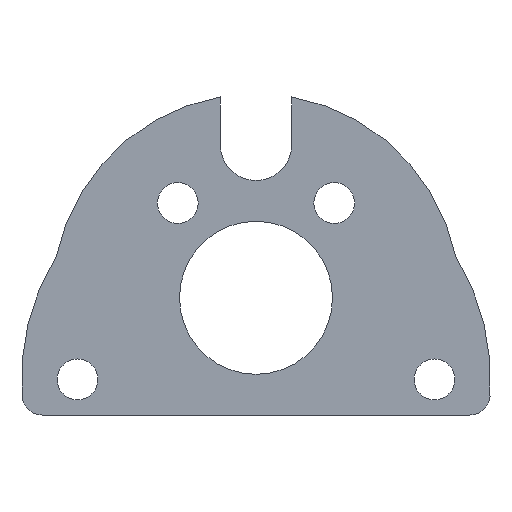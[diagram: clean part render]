
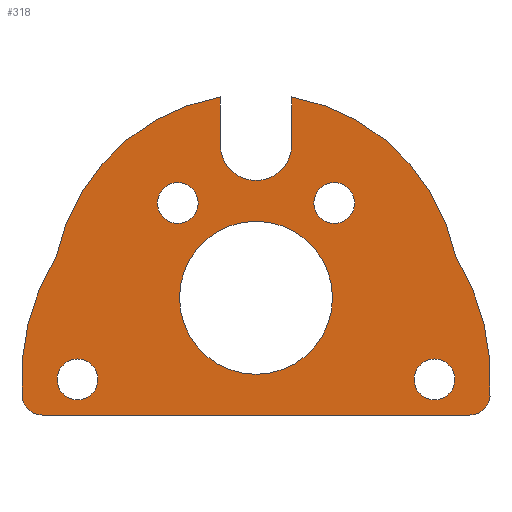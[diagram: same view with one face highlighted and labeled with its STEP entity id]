
A CAD part, front view. The second image highlights one B-rep face of the part: STEP entity #318.
In plain terms, the highlighted planar face has unit normal (0, -1, 0).
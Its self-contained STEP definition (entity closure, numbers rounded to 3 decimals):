
#15=LINE('',#491,#31);
#22=LINE('',#517,#38);
#26=LINE('',#529,#42);
#31=VECTOR('',#396,41.893);
#38=VECTOR('',#423,4.959);
#42=VECTOR('',#435,4.959);
#51=PLANE('',#361);
#62=FACE_BOUND('',#111,.T.);
#63=FACE_BOUND('',#112,.T.);
#64=FACE_BOUND('',#113,.T.);
#65=FACE_BOUND('',#114,.T.);
#66=FACE_BOUND('',#115,.T.);
#83=FACE_OUTER_BOUND('',#110,.T.);
#110=EDGE_LOOP('',(#275,#276,#277,#278,#279,#280,#281,#282,#283,#284));
#111=EDGE_LOOP('',(#285));
#112=EDGE_LOOP('',(#286));
#113=EDGE_LOOP('',(#287));
#114=EDGE_LOOP('',(#288));
#115=EDGE_LOOP('',(#289));
#117=CIRCLE('',#323,7.5);
#119=CIRCLE('',#326,2.);
#121=CIRCLE('',#329,2.);
#123=CIRCLE('',#332,2.);
#125=CIRCLE('',#335,2.);
#126=CIRCLE('',#338,2.);
#128=CIRCLE('',#341,23.);
#130=CIRCLE('',#344,20.);
#132=CIRCLE('',#348,3.5);
#134=CIRCLE('',#352,20.);
#136=CIRCLE('',#355,23.);
#138=CIRCLE('',#358,2.);
#141=VERTEX_POINT('',#466);
#143=VERTEX_POINT('',#471);
#145=VERTEX_POINT('',#476);
#147=VERTEX_POINT('',#481);
#149=VERTEX_POINT('',#486);
#150=VERTEX_POINT('',#489);
#151=VERTEX_POINT('',#490);
#154=VERTEX_POINT('',#498);
#156=VERTEX_POINT('',#504);
#158=VERTEX_POINT('',#510);
#160=VERTEX_POINT('',#516);
#162=VERTEX_POINT('',#522);
#164=VERTEX_POINT('',#528);
#166=VERTEX_POINT('',#534);
#168=VERTEX_POINT('',#540);
#171=EDGE_CURVE('',#141,#141,#117,.T.);
#173=EDGE_CURVE('',#143,#143,#119,.T.);
#175=EDGE_CURVE('',#145,#145,#121,.T.);
#177=EDGE_CURVE('',#147,#147,#123,.T.);
#179=EDGE_CURVE('',#149,#149,#125,.T.);
#180=EDGE_CURVE('',#150,#151,#15,.T.);
#184=EDGE_CURVE('',#154,#150,#126,.T.);
#187=EDGE_CURVE('',#156,#154,#128,.T.);
#190=EDGE_CURVE('',#158,#156,#130,.T.);
#193=EDGE_CURVE('',#160,#158,#22,.T.);
#196=EDGE_CURVE('',#162,#160,#132,.T.);
#199=EDGE_CURVE('',#164,#162,#26,.T.);
#202=EDGE_CURVE('',#166,#164,#134,.T.);
#205=EDGE_CURVE('',#168,#166,#136,.T.);
#208=EDGE_CURVE('',#151,#168,#138,.T.);
#275=ORIENTED_EDGE('',*,*,#180,.F.);
#276=ORIENTED_EDGE('',*,*,#184,.F.);
#277=ORIENTED_EDGE('',*,*,#187,.F.);
#278=ORIENTED_EDGE('',*,*,#190,.F.);
#279=ORIENTED_EDGE('',*,*,#193,.F.);
#280=ORIENTED_EDGE('',*,*,#196,.F.);
#281=ORIENTED_EDGE('',*,*,#199,.F.);
#282=ORIENTED_EDGE('',*,*,#202,.F.);
#283=ORIENTED_EDGE('',*,*,#205,.F.);
#284=ORIENTED_EDGE('',*,*,#208,.F.);
#285=ORIENTED_EDGE('',*,*,#171,.T.);
#286=ORIENTED_EDGE('',*,*,#173,.T.);
#287=ORIENTED_EDGE('',*,*,#175,.T.);
#288=ORIENTED_EDGE('',*,*,#177,.T.);
#289=ORIENTED_EDGE('',*,*,#179,.T.);
#318=ADVANCED_FACE('',(#83,#62,#63,#64,#65,#66),#51,.T.);
#323=AXIS2_PLACEMENT_3D('',#467,#368,#369);
#326=AXIS2_PLACEMENT_3D('',#472,#374,#375);
#329=AXIS2_PLACEMENT_3D('',#477,#380,#381);
#332=AXIS2_PLACEMENT_3D('',#482,#386,#387);
#335=AXIS2_PLACEMENT_3D('',#487,#392,#393);
#338=AXIS2_PLACEMENT_3D('',#499,#402,#403);
#341=AXIS2_PLACEMENT_3D('',#505,#409,#410);
#344=AXIS2_PLACEMENT_3D('',#511,#416,#417);
#348=AXIS2_PLACEMENT_3D('',#523,#428,#429);
#352=AXIS2_PLACEMENT_3D('',#535,#440,#441);
#355=AXIS2_PLACEMENT_3D('',#541,#447,#448);
#358=AXIS2_PLACEMENT_3D('',#546,#454,#455);
#361=AXIS2_PLACEMENT_3D('',#549,#460,#461);
#368=DIRECTION('center_axis',(0.,1.,0.));
#369=DIRECTION('ref_axis',(1.,0.,0.));
#374=DIRECTION('center_axis',(0.,1.,0.));
#375=DIRECTION('ref_axis',(1.,0.,0.));
#380=DIRECTION('center_axis',(0.,1.,0.));
#381=DIRECTION('ref_axis',(1.,0.,0.));
#386=DIRECTION('center_axis',(0.,1.,0.));
#387=DIRECTION('ref_axis',(1.,0.,0.));
#392=DIRECTION('center_axis',(0.,1.,0.));
#393=DIRECTION('ref_axis',(1.,0.,0.));
#396=DIRECTION('',(-1.,0.,0.));
#402=DIRECTION('center_axis',(0.,1.,0.));
#403=DIRECTION('ref_axis',(0.997,0.,-0.071));
#409=DIRECTION('center_axis',(0.,1.,0.));
#410=DIRECTION('ref_axis',(0.851,0.,0.524));
#416=DIRECTION('center_axis',(0.,1.,0.));
#417=DIRECTION('ref_axis',(0.174,0.,0.985));
#423=DIRECTION('',(0.,0.,1.));
#428=DIRECTION('center_axis',(0.,-1.,0.));
#429=DIRECTION('ref_axis',(-0.997,0.,0.076));
#435=DIRECTION('',(0.,0.,-1.));
#440=DIRECTION('center_axis',(0.,1.,0.));
#441=DIRECTION('ref_axis',(-0.979,0.,0.203));
#447=DIRECTION('center_axis',(0.,1.,0.));
#448=DIRECTION('ref_axis',(-0.997,0.,-0.071));
#454=DIRECTION('center_axis',(0.,1.,0.));
#455=DIRECTION('ref_axis',(0.,0.,-1.));
#460=DIRECTION('center_axis',(0.,-1.,0.));
#461=DIRECTION('ref_axis',(0.,0.,-1.));
#466=CARTESIAN_POINT('',(-7.5,0.,8.));
#467=CARTESIAN_POINT('Origin',(0.,0.,8.));
#471=CARTESIAN_POINT('',(15.5,0.,0.));
#472=CARTESIAN_POINT('Origin',(17.5,0.,0.));
#476=CARTESIAN_POINT('',(-19.5,0.,0.));
#477=CARTESIAN_POINT('Origin',(-17.5,0.,0.));
#481=CARTESIAN_POINT('',(5.667,0.,17.286));
#482=CARTESIAN_POINT('Origin',(7.667,0.,17.286));
#486=CARTESIAN_POINT('',(-9.667,0.,17.286));
#487=CARTESIAN_POINT('Origin',(-7.667,0.,17.286));
#489=CARTESIAN_POINT('',(20.946,0.,-3.5));
#490=CARTESIAN_POINT('',(-20.946,0.,-3.5));
#491=CARTESIAN_POINT('',(-13.555,0.,-3.5));
#498=CARTESIAN_POINT('',(22.941,0.,-1.643));
#499=CARTESIAN_POINT('Origin',(20.946,0.,-1.5));
#504=CARTESIAN_POINT('',(19.583,0.,12.063));
#505=CARTESIAN_POINT('Origin',(0.,0.,0.));
#510=CARTESIAN_POINT('',(3.49,0.,27.693));
#511=CARTESIAN_POINT('Origin',(0.,0.,8.));
#516=CARTESIAN_POINT('',(3.49,0.,22.734));
#517=CARTESIAN_POINT('',(3.49,0.,22.734));
#522=CARTESIAN_POINT('',(-3.49,0.,22.734));
#523=CARTESIAN_POINT('Origin',(0.,0.,23.));
#528=CARTESIAN_POINT('',(-3.49,0.,27.693));
#529=CARTESIAN_POINT('',(-3.49,0.,27.693));
#534=CARTESIAN_POINT('',(-19.583,0.,12.063));
#535=CARTESIAN_POINT('Origin',(0.,0.,8.));
#540=CARTESIAN_POINT('',(-22.941,0.,-1.643));
#541=CARTESIAN_POINT('Origin',(0.,0.,0.));
#546=CARTESIAN_POINT('Origin',(-20.946,0.,-1.5));
#549=CARTESIAN_POINT('Origin',(0.,0.,9.369));
